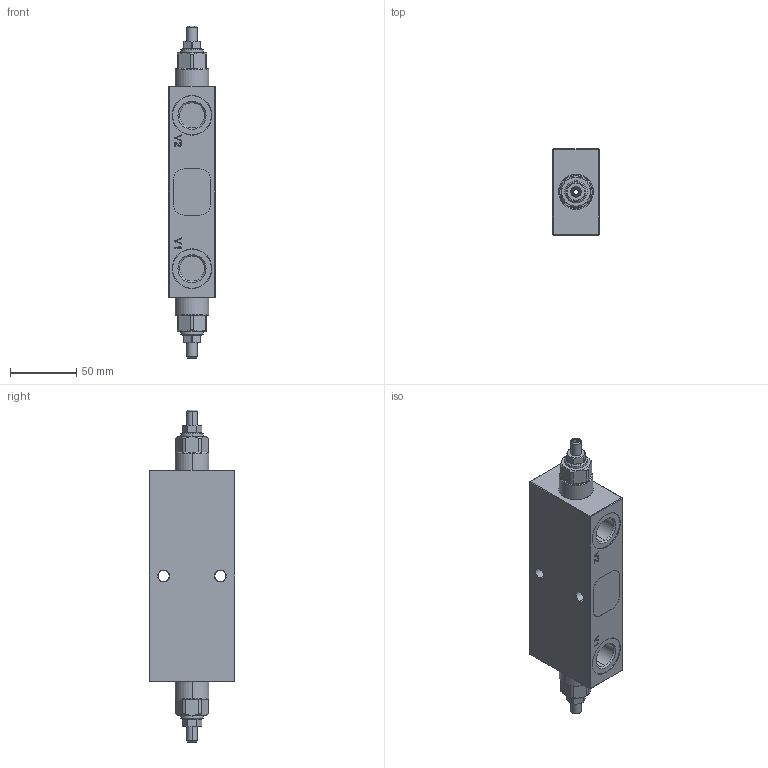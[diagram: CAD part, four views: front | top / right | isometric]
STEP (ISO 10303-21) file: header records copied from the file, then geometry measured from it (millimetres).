
FILE_DESCRIPTION (( 'STEP AP214' ), '1' );
FILE_NAME ('SND31L04G12D000.STEP', '2018-11-27T10:02:26', ( 'Fabio Pellicciari' ), ( '' ), 'SwSTEP 2.0', 'SolidWorks 2015', '' );
FILE_SCHEMA (( 'AUTOMOTIVE_DESIGN' ));
Length unit declared in the file: millimetre
Products named in the file (1): SND31L04G12D000
Bounding box: 35 x 65 x 251.09 mm (x, y, z)
Surface area: 48069.6 mm2 (no closed solid volume)
Topology: 0 solids, 8 shells, 286 faces, 770 edges, 480 vertices
Faces by surface type: plane 138, cylinder 52, cone 52, bspline 32, torus 12
Entity records: 14488 total; most frequent: CARTESIAN_POINT 4449, DIRECTION 1384, ORIENTED_EDGE 1364, EDGE_CURVE 770, AXIS2_PLACEMENT_3D 499, VERTEX_POINT 480, VECTOR 386, LINE 386
